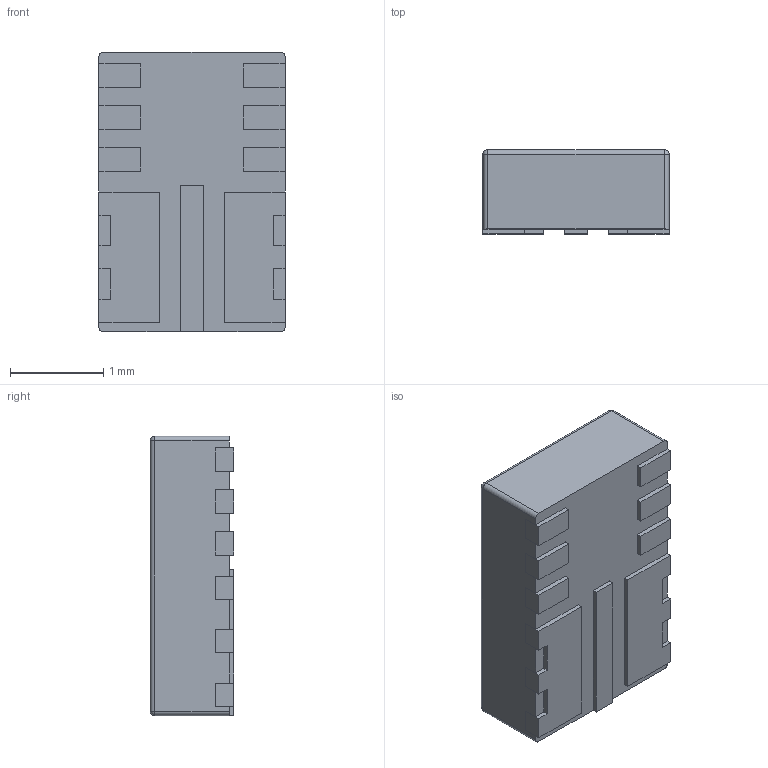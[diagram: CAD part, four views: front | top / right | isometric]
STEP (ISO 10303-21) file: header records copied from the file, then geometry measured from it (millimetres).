
FILE_DESCRIPTION(/* description */ (''),/* implementation_level */ '2;1');
FILE_NAME(/* name */ 'POWER-VFDFN13-2X3.step',/* time_stamp */ '2022-05-17T20:56:14-07:00',/* author */ (''),/* organization */ (''),/* preprocessor_version */ 'ST-DEVELOPER v18.1',/* originating_system */ 'Autodesk Translation Framework v10.14.0.1471',/* authorisation */ '');
FILE_SCHEMA (('AUTOMOTIVE_DESIGN { 1 0 10303 214 3 1 1 }'));
Length unit declared in the file: millimetre
Products named in the file (1): POWER-VFDFN13-2X3
Bounding box: 2 x 0.9 x 3 mm (x, y, z)
Volume: 5.2 mm3; surface area: 32.3 mm2
Topology: 11 solids, 11 shells, 145 faces, 354 edges, 232 vertices
Faces by surface type: plane 131, cylinder 10, sphere 4
Full cylindrical faces by diameter (mm): 0.1 x2
Entity records: 4202 total; most frequent: CARTESIAN_POINT 732, ORIENTED_EDGE 708, DIRECTION 666, EDGE_CURVE 354, LINE 334, VECTOR 334, VERTEX_POINT 232, AXIS2_PLACEMENT_3D 166
